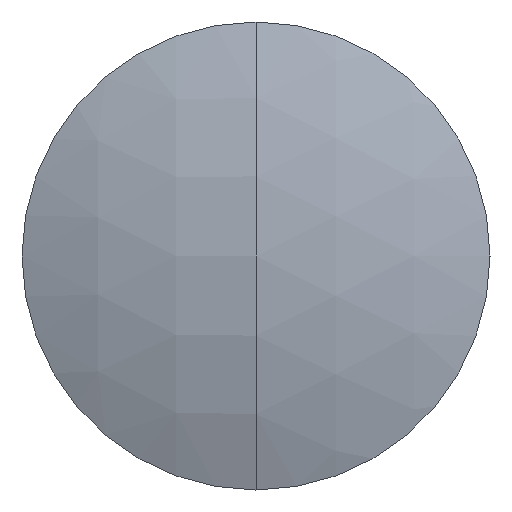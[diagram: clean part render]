
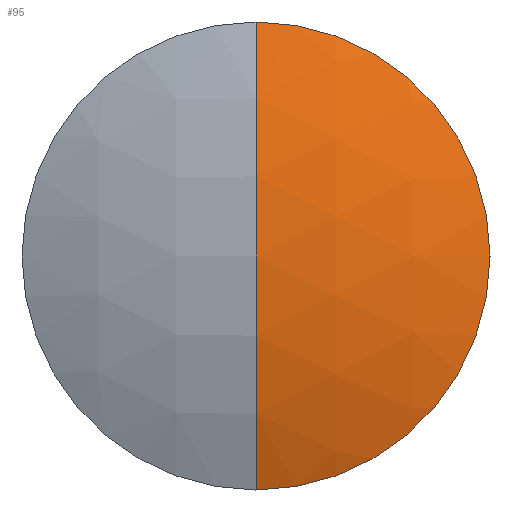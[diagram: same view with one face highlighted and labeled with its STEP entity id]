
A CAD part, left-side view. The second image highlights one B-rep face of the part: STEP entity #95.
In plain terms, the highlighted spherical face has radius 8.8 mm.
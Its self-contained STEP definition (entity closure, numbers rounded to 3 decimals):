
#3 = ORIENTED_EDGE ( 'NONE', *, *, #89, .F. ) ;
#5 = CIRCLE ( 'NONE', #19, 3.175 ) ;
#7 = DIRECTION ( 'NONE',  ( 0., 1., 0. ) ) ;
#14 = VERTEX_POINT ( 'NONE', #37 ) ;
#19 = AXIS2_PLACEMENT_3D ( 'NONE', #225, #36, #200 ) ;
#37 = CARTESIAN_POINT ( 'NONE',  ( -0.36, 0., -3.175 ) ) ;
#36 = DIRECTION ( 'NONE',  ( -1., 0., 0. ) ) ;
#44 = ORIENTED_EDGE ( 'NONE', *, *, #205, .T. ) ;
#47 = AXIS2_PLACEMENT_3D ( 'NONE', #294, #87, #258 ) ;
#51 = VERTEX_POINT ( 'NONE', #88 ) ;
#88 = CARTESIAN_POINT ( 'NONE',  ( -0.36, 0., 3.175 ) ) ;
#87 = DIRECTION ( 'NONE',  ( 0., -1., 0. ) ) ;
#89 = EDGE_CURVE ( 'NONE', #14, #296, #206, .T. ) ;
#95 = ADVANCED_FACE ( 'NONE', ( #103 ), #245, .T. ) ;
#99 = ORIENTED_EDGE ( 'NONE', *, *, #213, .T. ) ;
#103 = FACE_OUTER_BOUND ( 'NONE', #153, .T. ) ;
#104 = AXIS2_PLACEMENT_3D ( 'NONE', #194, #7, #169 ) ;
#112 = CARTESIAN_POINT ( 'NONE',  ( 7.847, 0., 0. ) ) ;
#128 = CIRCLE ( 'NONE', #47, 8.8 ) ;
#153 = EDGE_LOOP ( 'NONE', ( #44, #99, #3 ) ) ;
#164 = AXIS2_PLACEMENT_3D ( 'NONE', #112, #287, #219 ) ;
#169 = DIRECTION ( 'NONE',  ( 0., 0., 1. ) ) ;
#194 = CARTESIAN_POINT ( 'NONE',  ( 7.847, 0., 0. ) ) ;
#200 = DIRECTION ( 'NONE',  ( 0., 0., 1. ) ) ;
#205 = EDGE_CURVE ( 'NONE', #14, #51, #5, .T. ) ;
#206 = CIRCLE ( 'NONE', #104, 8.8 ) ;
#213 = EDGE_CURVE ( 'NONE', #51, #296, #128, .T. ) ;
#219 = DIRECTION ( 'NONE',  ( 0., 0., -1. ) ) ;
#225 = CARTESIAN_POINT ( 'NONE',  ( -0.36, 0., 0. ) ) ;
#245 = SPHERICAL_SURFACE ( 'NONE', #164, 8.8 ) ;
#255 = CARTESIAN_POINT ( 'NONE',  ( -0.953, 0., 0. ) ) ;
#258 = DIRECTION ( 'NONE',  ( 0., 0., -1. ) ) ;
#287 = DIRECTION ( 'NONE',  ( 0., -1., 0. ) ) ;
#294 = CARTESIAN_POINT ( 'NONE',  ( 7.847, 0., 0. ) ) ;
#296 = VERTEX_POINT ( 'NONE', #255 ) ;
